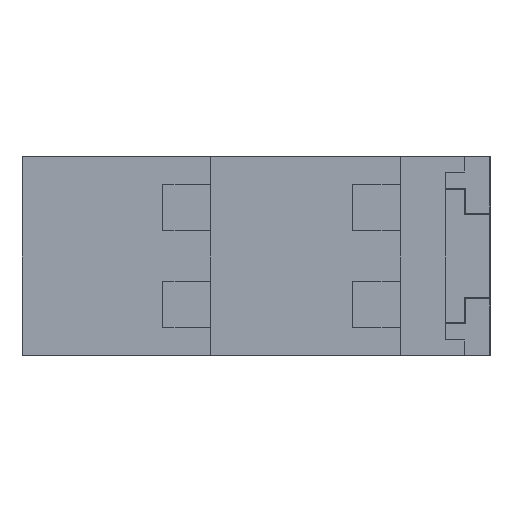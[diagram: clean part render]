
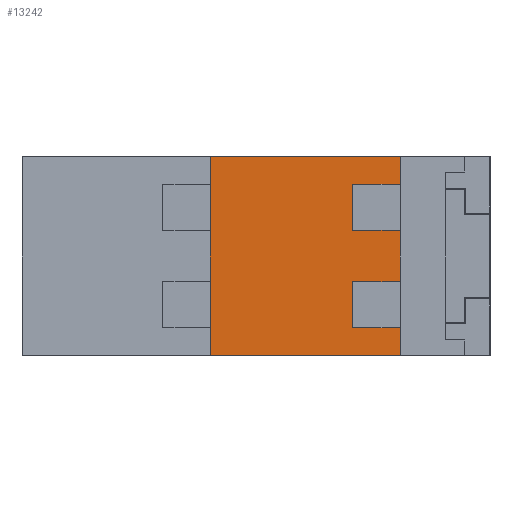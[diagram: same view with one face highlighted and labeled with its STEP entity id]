
A CAD part, left-side view. The second image highlights one B-rep face of the part: STEP entity #13242.
In plain terms, the highlighted planar face has unit normal (-1, 0, 0).
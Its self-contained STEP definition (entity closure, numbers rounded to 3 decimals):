
#72 = CARTESIAN_POINT ( 'NONE',  ( -29.825, -11.25, -5.6 ) ) ;
#170 = ORIENTED_EDGE ( 'NONE', *, *, #8679, .F. ) ;
#378 = ORIENTED_EDGE ( 'NONE', *, *, #22131, .F. ) ;
#411 = ORIENTED_EDGE ( 'NONE', *, *, #23584, .T. ) ;
#793 = CARTESIAN_POINT ( 'NONE',  ( -29.825, -7.534, 2. ) ) ;
#941 = VERTEX_POINT ( 'NONE', #23280 ) ;
#1072 = CARTESIAN_POINT ( 'NONE',  ( -29.825, -7.534, 2. ) ) ;
#1347 = VECTOR ( 'NONE', #10086, 1000. ) ;
#1359 = VECTOR ( 'NONE', #10274, 1000. ) ;
#1411 = VERTEX_POINT ( 'NONE', #4250 ) ;
#1817 = DIRECTION ( 'NONE',  ( 0., 0., 1. ) ) ;
#2230 = LINE ( 'NONE', #12429, #1347 ) ;
#2247 = VECTOR ( 'NONE', #20422, 1000. ) ;
#2267 = CARTESIAN_POINT ( 'NONE',  ( -29.825, -11.25, -7.75 ) ) ;
#2293 = EDGE_CURVE ( 'NONE', #1411, #5603, #13018, .T. ) ;
#2402 = VECTOR ( 'NONE', #4095, 1000. ) ;
#2539 = VECTOR ( 'NONE', #21980, 1000. ) ;
#3324 = CARTESIAN_POINT ( 'NONE',  ( -29.825, -7.534, -2. ) ) ;
#3697 = VECTOR ( 'NONE', #1817, 1000. ) ;
#3817 = LINE ( 'NONE', #11801, #4376 ) ;
#3987 = ORIENTED_EDGE ( 'NONE', *, *, #21219, .T. ) ;
#4089 = LINE ( 'NONE', #14621, #2539 ) ;
#4095 = DIRECTION ( 'NONE',  ( 0., 1., 0. ) ) ;
#4103 = CARTESIAN_POINT ( 'NONE',  ( -29.825, 3.55, -7.75 ) ) ;
#4250 = CARTESIAN_POINT ( 'NONE',  ( -29.825, -11.25, 5.6 ) ) ;
#4343 = EDGE_CURVE ( 'NONE', #16034, #6628, #13842, .T. ) ;
#4376 = VECTOR ( 'NONE', #15976, 1000. ) ;
#4452 = VERTEX_POINT ( 'NONE', #15101 ) ;
#5257 = DIRECTION ( 'NONE',  ( 0., 0., 1. ) ) ;
#5321 = VERTEX_POINT ( 'NONE', #72 ) ;
#5603 = VERTEX_POINT ( 'NONE', #23532 ) ;
#5755 = CARTESIAN_POINT ( 'NONE',  ( -29.825, -7.534, 2. ) ) ;
#6173 = VERTEX_POINT ( 'NONE', #3324 ) ;
#6374 = VECTOR ( 'NONE', #5257, 1000. ) ;
#6628 = VERTEX_POINT ( 'NONE', #1072 ) ;
#6682 = ORIENTED_EDGE ( 'NONE', *, *, #24396, .F. ) ;
#7496 = ORIENTED_EDGE ( 'NONE', *, *, #11651, .F. ) ;
#7655 = VERTEX_POINT ( 'NONE', #4103 ) ;
#8195 = CARTESIAN_POINT ( 'NONE',  ( -29.825, 3.55, -7.75 ) ) ;
#8262 = EDGE_CURVE ( 'NONE', #13512, #7655, #22021, .T. ) ;
#8509 = CARTESIAN_POINT ( 'NONE',  ( -29.825, -11.25, -2. ) ) ;
#8679 = EDGE_CURVE ( 'NONE', #6628, #12617, #14548, .T. ) ;
#8738 = ORIENTED_EDGE ( 'NONE', *, *, #18452, .T. ) ;
#9230 = CARTESIAN_POINT ( 'NONE',  ( -29.825, -11.25, -7.75 ) ) ;
#10086 = DIRECTION ( 'NONE',  ( 0., 1., 0. ) ) ;
#10148 = PLANE ( 'NONE',  #25126 ) ;
#10231 = ORIENTED_EDGE ( 'NONE', *, *, #8262, .F. ) ;
#10274 = DIRECTION ( 'NONE',  ( 0., 1., 0. ) ) ;
#11252 = ORIENTED_EDGE ( 'NONE', *, *, #4343, .F. ) ;
#11651 = EDGE_CURVE ( 'NONE', #941, #5321, #4089, .T. ) ;
#11656 = LINE ( 'NONE', #13487, #6374 ) ;
#11683 = VECTOR ( 'NONE', #22542, 1000. ) ;
#11801 = CARTESIAN_POINT ( 'NONE',  ( -29.825, -7.534, -5.6 ) ) ;
#12429 = CARTESIAN_POINT ( 'NONE',  ( -29.825, -7.534, -2. ) ) ;
#12617 = VERTEX_POINT ( 'NONE', #22732 ) ;
#13018 = LINE ( 'NONE', #9230, #24045 ) ;
#13166 = ORIENTED_EDGE ( 'NONE', *, *, #15279, .F. ) ;
#13242 = ADVANCED_FACE ( 'NONE', ( #16169 ), #10148, .F. ) ;
#13368 = EDGE_LOOP ( 'NONE', ( #8738, #7496, #13166, #6682, #411, #170, #11252, #15240, #25286, #3987, #378, #10231 ) ) ;
#13431 = LINE ( 'NONE', #21519, #24212 ) ;
#13450 = DIRECTION ( 'NONE',  ( 0., 0., -1. ) ) ;
#13487 = CARTESIAN_POINT ( 'NONE',  ( -29.825, -11.25, -7.75 ) ) ;
#13512 = VERTEX_POINT ( 'NONE', #2267 ) ;
#13818 = DIRECTION ( 'NONE',  ( 1., 0., 0. ) ) ;
#13842 = LINE ( 'NONE', #5755, #17675 ) ;
#14206 = DIRECTION ( 'NONE',  ( 0., 0., -1. ) ) ;
#14548 = LINE ( 'NONE', #793, #2247 ) ;
#14621 = CARTESIAN_POINT ( 'NONE',  ( -29.825, -7.534, -5.6 ) ) ;
#14788 = CARTESIAN_POINT ( 'NONE',  ( -29.825, -7.534, 5.6 ) ) ;
#15101 = CARTESIAN_POINT ( 'NONE',  ( -29.825, 3.55, 7.75 ) ) ;
#15240 = ORIENTED_EDGE ( 'NONE', *, *, #19276, .F. ) ;
#15279 = EDGE_CURVE ( 'NONE', #6173, #941, #3817, .T. ) ;
#15363 = DIRECTION ( 'NONE',  ( 0., 0., 1. ) ) ;
#15976 = DIRECTION ( 'NONE',  ( 0., 0., -1. ) ) ;
#16034 = VERTEX_POINT ( 'NONE', #14788 ) ;
#16169 = FACE_OUTER_BOUND ( 'NONE', #13368, .T. ) ;
#16570 = CARTESIAN_POINT ( 'NONE',  ( -29.825, 3.55, 7.75 ) ) ;
#17675 = VECTOR ( 'NONE', #13450, 1000. ) ;
#17696 = LINE ( 'NONE', #25643, #2402 ) ;
#18452 = EDGE_CURVE ( 'NONE', #13512, #5321, #21815, .T. ) ;
#18570 = VERTEX_POINT ( 'NONE', #8509 ) ;
#19276 = EDGE_CURVE ( 'NONE', #1411, #16034, #17696, .T. ) ;
#19947 = DIRECTION ( 'NONE',  ( 0., 0., 1. ) ) ;
#20331 = CARTESIAN_POINT ( 'NONE',  ( -29.825, 3.55, -7.75 ) ) ;
#20422 = DIRECTION ( 'NONE',  ( 0., -1., 0. ) ) ;
#21219 = EDGE_CURVE ( 'NONE', #5603, #4452, #24134, .T. ) ;
#21519 = CARTESIAN_POINT ( 'NONE',  ( -29.825, 3.55, -7.75 ) ) ;
#21815 = LINE ( 'NONE', #23759, #3697 ) ;
#21980 = DIRECTION ( 'NONE',  ( 0., -1., 0. ) ) ;
#22021 = LINE ( 'NONE', #8195, #1359 ) ;
#22131 = EDGE_CURVE ( 'NONE', #7655, #4452, #13431, .T. ) ;
#22542 = DIRECTION ( 'NONE',  ( 0., 1., 0. ) ) ;
#22732 = CARTESIAN_POINT ( 'NONE',  ( -29.825, -11.25, 2. ) ) ;
#23280 = CARTESIAN_POINT ( 'NONE',  ( -29.825, -7.534, -5.6 ) ) ;
#23532 = CARTESIAN_POINT ( 'NONE',  ( -29.825, -11.25, 7.75 ) ) ;
#23584 = EDGE_CURVE ( 'NONE', #18570, #12617, #11656, .T. ) ;
#23759 = CARTESIAN_POINT ( 'NONE',  ( -29.825, -11.25, -7.75 ) ) ;
#24045 = VECTOR ( 'NONE', #15363, 1000. ) ;
#24134 = LINE ( 'NONE', #16570, #11683 ) ;
#24212 = VECTOR ( 'NONE', #19947, 1000. ) ;
#24396 = EDGE_CURVE ( 'NONE', #18570, #6173, #2230, .T. ) ;
#25126 = AXIS2_PLACEMENT_3D ( 'NONE', #20331, #13818, #14206 ) ;
#25286 = ORIENTED_EDGE ( 'NONE', *, *, #2293, .T. ) ;
#25643 = CARTESIAN_POINT ( 'NONE',  ( -29.825, -7.534, 5.6 ) ) ;
